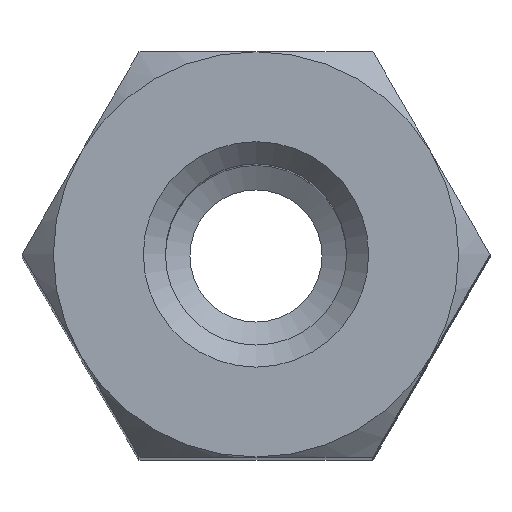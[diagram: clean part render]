
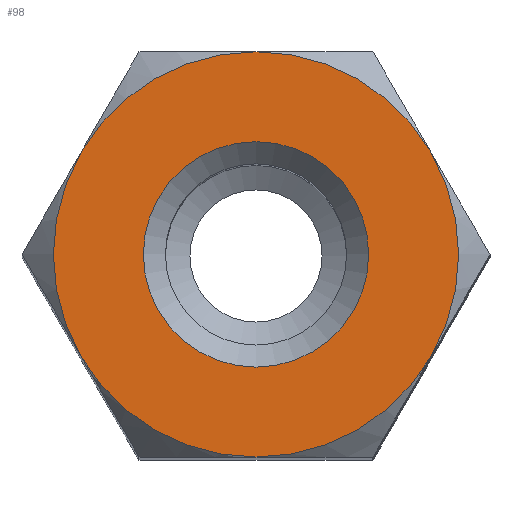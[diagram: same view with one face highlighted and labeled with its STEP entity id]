
A CAD part, top view. The second image highlights one B-rep face of the part: STEP entity #98.
In plain terms, the highlighted planar face has unit normal (0, 0, 1).
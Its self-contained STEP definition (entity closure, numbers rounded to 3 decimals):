
#98 = ADVANCED_FACE( '', ( #201, #202 ), #203, .T. );
#201 = FACE_BOUND( '', #302, .T. );
#202 = FACE_OUTER_BOUND( '', #303, .T. );
#203 = PLANE( '', #304 );
#302 = EDGE_LOOP( '', ( #490 ) );
#303 = EDGE_LOOP( '', ( #491, #492, #493, #494, #495, #496 ) );
#304 = AXIS2_PLACEMENT_3D( '', #497, #498, #499 );
#490 = ORIENTED_EDGE( '', *, *, #584, .T. );
#491 = ORIENTED_EDGE( '', *, *, #540, .F. );
#492 = ORIENTED_EDGE( '', *, *, #563, .F. );
#493 = ORIENTED_EDGE( '', *, *, #535, .F. );
#494 = ORIENTED_EDGE( '', *, *, #603, .T. );
#495 = ORIENTED_EDGE( '', *, *, #590, .F. );
#496 = ORIENTED_EDGE( '', *, *, #548, .F. );
#497 = CARTESIAN_POINT( '', ( 0., 0., 12.5 ) );
#498 = DIRECTION( '', ( 0., 0., 1. ) );
#499 = DIRECTION( '', ( 1., 0., 0. ) );
#535 = EDGE_CURVE( '', #614, #615, #616, .F. );
#540 = EDGE_CURVE( '', #621, #624, #625, .F. );
#548 = EDGE_CURVE( '', #624, #637, #638, .F. );
#563 = EDGE_CURVE( '', #615, #621, #660, .F. );
#584 = EDGE_CURVE( '', #690, #690, #691, .T. );
#590 = EDGE_CURVE( '', #637, #699, #700, .F. );
#603 = EDGE_CURVE( '', #614, #699, #715, .T. );
#614 = VERTEX_POINT( '', #726 );
#615 = VERTEX_POINT( '', #727 );
#616 = CIRCLE( '', #728, 2.75 );
#621 = VERTEX_POINT( '', #747 );
#624 = VERTEX_POINT( '', #755 );
#625 = CIRCLE( '', #756, 2.75 );
#637 = VERTEX_POINT( '', #796 );
#638 = CIRCLE( '', #797, 2.75 );
#660 = CIRCLE( '', #843, 2.75 );
#690 = VERTEX_POINT( '', #924 );
#691 = CIRCLE( '', #925, 1.53 );
#699 = VERTEX_POINT( '', #933 );
#700 = CIRCLE( '', #934, 2.75 );
#715 = CIRCLE( '', #978, 2.75 );
#726 = CARTESIAN_POINT( '', ( 0., 2.75, 12.5 ) );
#727 = CARTESIAN_POINT( '', ( 2.382, 1.375, 12.5 ) );
#728 = AXIS2_PLACEMENT_3D( '', #995, #996, #997 );
#747 = CARTESIAN_POINT( '', ( 2.382, -1.375, 12.5 ) );
#755 = CARTESIAN_POINT( '', ( 0., -2.75, 12.5 ) );
#756 = AXIS2_PLACEMENT_3D( '', #998, #999, #1000 );
#796 = CARTESIAN_POINT( '', ( -2.382, -1.375, 12.5 ) );
#797 = AXIS2_PLACEMENT_3D( '', #1004, #1005, #1006 );
#843 = AXIS2_PLACEMENT_3D( '', #1021, #1022, #1023 );
#924 = CARTESIAN_POINT( '', ( 0., 1.53, 12.5 ) );
#925 = AXIS2_PLACEMENT_3D( '', #1037, #1038, #1039 );
#933 = CARTESIAN_POINT( '', ( -2.382, 1.375, 12.5 ) );
#934 = AXIS2_PLACEMENT_3D( '', #1046, #1047, #1048 );
#978 = AXIS2_PLACEMENT_3D( '', #1055, #1056, #1057 );
#995 = CARTESIAN_POINT( '', ( 0., 0., 12.5 ) );
#996 = DIRECTION( '', ( 0., 0., 1. ) );
#997 = DIRECTION( '', ( 1., 0., 0. ) );
#998 = CARTESIAN_POINT( '', ( 0., 0., 12.5 ) );
#999 = DIRECTION( '', ( 0., 0., 1. ) );
#1000 = DIRECTION( '', ( 1., 0., 0. ) );
#1004 = CARTESIAN_POINT( '', ( 0., 0., 12.5 ) );
#1005 = DIRECTION( '', ( 0., 0., 1. ) );
#1006 = DIRECTION( '', ( 1., 0., 0. ) );
#1021 = CARTESIAN_POINT( '', ( 0., 0., 12.5 ) );
#1022 = DIRECTION( '', ( 0., 0., 1. ) );
#1023 = DIRECTION( '', ( 1., 0., 0. ) );
#1037 = CARTESIAN_POINT( '', ( 0., 0., 12.5 ) );
#1038 = DIRECTION( '', ( 0., 0., -1. ) );
#1039 = DIRECTION( '', ( 0., 1., 0. ) );
#1046 = CARTESIAN_POINT( '', ( 0., 0., 12.5 ) );
#1047 = DIRECTION( '', ( 0., 0., 1. ) );
#1048 = DIRECTION( '', ( 1., 0., 0. ) );
#1055 = CARTESIAN_POINT( '', ( 0., 0., 12.5 ) );
#1056 = DIRECTION( '', ( 0., 0., 1. ) );
#1057 = DIRECTION( '', ( 1., 0., 0. ) );
